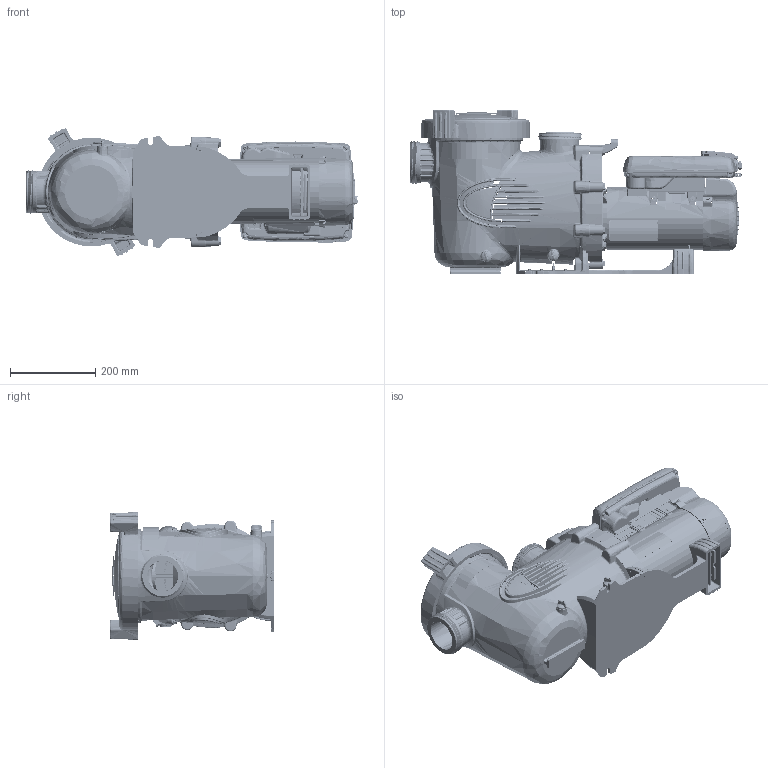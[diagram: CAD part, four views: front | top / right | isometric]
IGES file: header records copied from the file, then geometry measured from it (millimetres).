
Start section: SolidWorks IGES file using analytic representation for surfaces
Global section: file name: JEP2.0VRS.IGS; native system: SolidWorks 2016; preprocessor: SolidWorks 2016; author: Karl.Kendrick; date: 170615.104302; units: inch
Bounding box: 778.99 x 385.95 x 299.05 mm (x, y, z)
Surface area: 1510806 mm2 (no closed solid volume)
Topology: 0 solids, 0 shells, 4445 faces, 73763 edges, 73737 vertices
Faces by surface type: bspline 3088, revolution 1357
